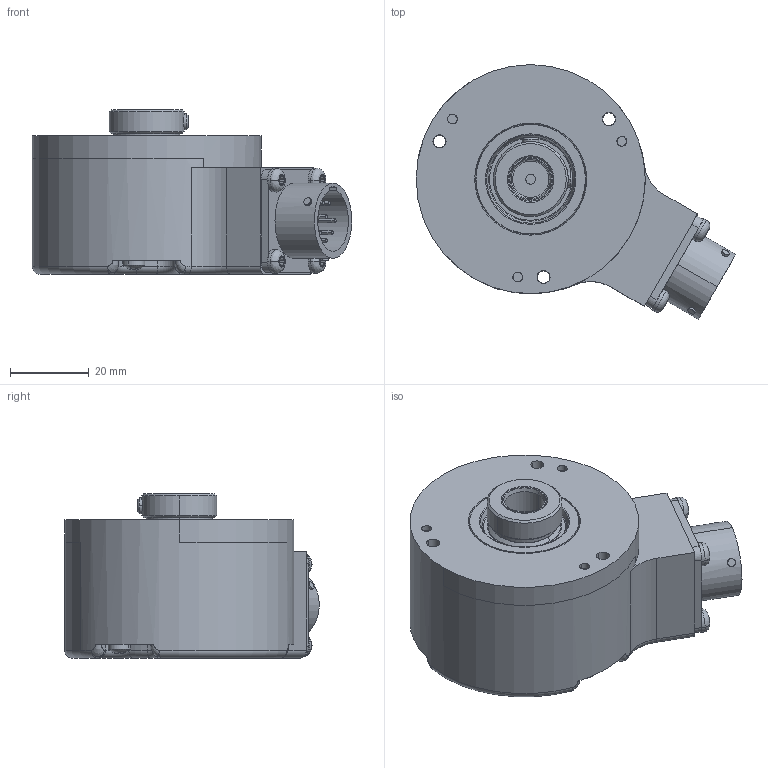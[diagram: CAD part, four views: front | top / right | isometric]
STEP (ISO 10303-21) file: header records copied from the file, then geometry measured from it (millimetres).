
FILE_DESCRIPTION((''),'2;1');
FILE_NAME('528535','2010-10-14T',('se2802'),(''),'PRO/ENGINEER BY PARAMETRIC TECHNOLOGY CORPORATION, 2010180','PRO/ENGINEER BY PARAMETRIC TECHNOLOGY CORPORATION, 2010180','');
FILE_SCHEMA(('CONFIG_CONTROL_DESIGN'));
Length unit declared in the file: millimetre
Products named in the file (1): 528535
Bounding box: 80.95 x 64.48 x 41.6 mm (x, y, z)
Volume: 62930.9 mm3; surface area: 39123.9 mm2
Topology: 1 solids, 3 shells, 1145 faces, 3141 edges, 1971 vertices
Faces by surface type: cylinder 519, plane 391, torus 106, cone 99, sphere 14, bspline 14, revolution 2
Entity records: 39886 total; most frequent: CARTESIAN_POINT 9721, DIRECTION 6807, ORIENTED_EDGE 6258, EDGE_CURVE 3129, AXIS2_PLACEMENT_3D 2745, VERTEX_POINT 1972, CIRCLE 1616, VECTOR 1315
